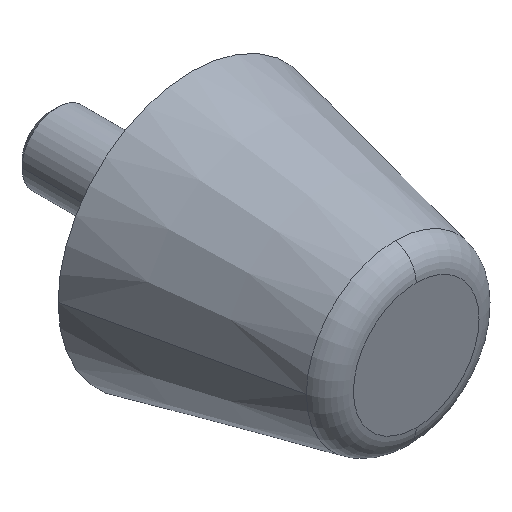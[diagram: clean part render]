
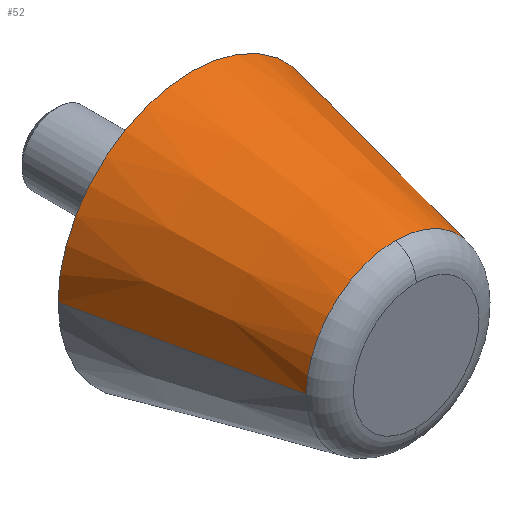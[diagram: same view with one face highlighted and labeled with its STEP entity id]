
A CAD part, isometric view. The second image highlights one B-rep face of the part: STEP entity #52.
In plain terms, the highlighted conical face has half-angle 12.339 degrees and reference radius 7.913 mm.
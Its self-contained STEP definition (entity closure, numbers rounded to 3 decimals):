
#52=ADVANCED_FACE('',(#121),#122,.T.);
#121=FACE_OUTER_BOUND('',#212,.T.);
#122=CONICAL_SURFACE('',#213,7.913,0.215);
#212=EDGE_LOOP('',(#289,#290,#291,#292,#293));
#213=AXIS2_PLACEMENT_3D('',#294,#295,#296);
#289=ORIENTED_EDGE('',*,*,#479,.F.);
#290=ORIENTED_EDGE('',*,*,#480,.T.);
#291=ORIENTED_EDGE('',*,*,#481,.T.);
#292=ORIENTED_EDGE('',*,*,#482,.F.);
#293=ORIENTED_EDGE('',*,*,#483,.F.);
#294=CARTESIAN_POINT('',(0.0,-7.253,0.0));
#295=DIRECTION('',(0.0,1.0,-0.0));
#296=DIRECTION('',(-1.0,0.0,0.0));
#479=EDGE_CURVE('',#550,#551,#552,.T.);
#480=EDGE_CURVE('',#550,#553,#554,.T.);
#481=EDGE_CURVE('',#553,#555,#556,.T.);
#482=EDGE_CURVE('',#557,#555,#558,.T.);
#483=EDGE_CURVE('',#551,#557,#559,.T.);
#550=VERTEX_POINT('',#652);
#551=VERTEX_POINT('',#653);
#552=LINE('',#654,#655);
#553=VERTEX_POINT('',#656);
#554=CIRCLE('',#657,6.327);
#555=VERTEX_POINT('',#658);
#556=CIRCLE('',#659,6.327);
#557=VERTEX_POINT('',#660);
#558=LINE('',#661,#662);
#559=CIRCLE('',#663,9.5);
#652=CARTESIAN_POINT('',(-6.327,-14.506,0.0));
#653=CARTESIAN_POINT('',(-9.5,0.,0.0));
#654=CARTESIAN_POINT('',(-7.913,-7.253,0.));
#655=VECTOR('',#767,1.0);
#656=CARTESIAN_POINT('',(0.,-14.506,6.327));
#657=AXIS2_PLACEMENT_3D('',#768,#769,#770);
#658=CARTESIAN_POINT('',(6.327,-14.506,0.));
#659=AXIS2_PLACEMENT_3D('',#771,#772,#773);
#660=CARTESIAN_POINT('',(9.5,0.0,0.));
#661=CARTESIAN_POINT('',(7.913,-7.253,0.));
#662=VECTOR('',#774,1.0);
#663=AXIS2_PLACEMENT_3D('',#775,#776,#777);
#767=DIRECTION('',(-0.214,0.977,0.));
#768=CARTESIAN_POINT('',(0.0,-14.506,0.0));
#769=DIRECTION('',(0.0,1.0,0.0));
#770=DIRECTION('',(-1.0,0.0,0.0));
#771=CARTESIAN_POINT('',(0.0,-14.506,0.0));
#772=DIRECTION('',(0.0,1.0,0.0));
#773=DIRECTION('',(-1.0,0.0,0.0));
#774=DIRECTION('',(-0.214,-0.977,0.));
#775=CARTESIAN_POINT('',(0.0,0.0,0.0));
#776=DIRECTION('',(0.0,1.0,0.0));
#777=DIRECTION('',(-1.0,0.0,0.0));
